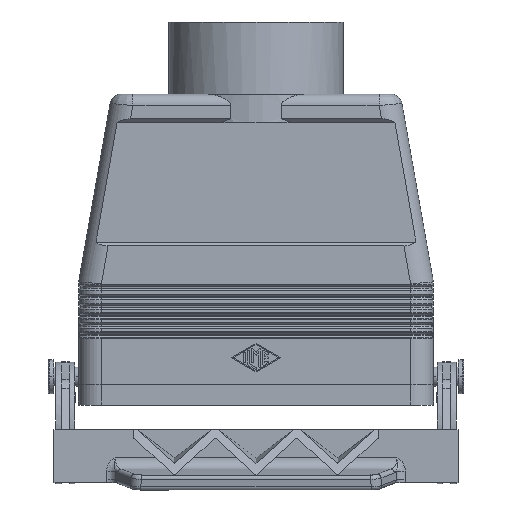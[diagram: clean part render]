
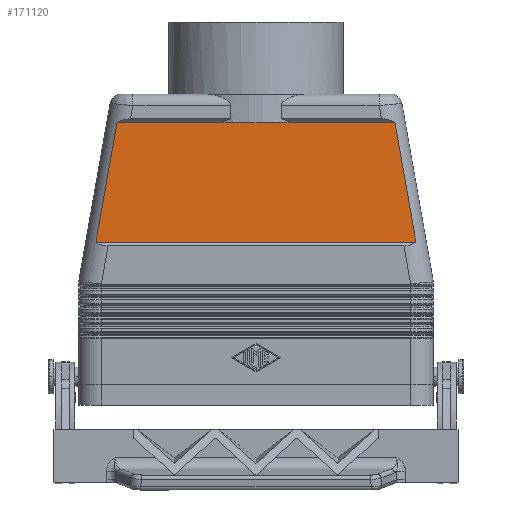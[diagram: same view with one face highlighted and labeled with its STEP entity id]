
A CAD part, front view. The second image highlights one B-rep face of the part: STEP entity #171120.
In plain terms, the highlighted planar face has unit normal (0, -1, 0).
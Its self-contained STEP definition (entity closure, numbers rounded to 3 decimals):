
#11460=CARTESIAN_POINT('',(-36.619,-20.5,74.5));
#11470=VERTEX_POINT('',#11460);
#11500=CARTESIAN_POINT('',(-44.081,-20.5,32.185));
#11510=DIRECTION('',(0.174,0.,0.985));
#11520=VECTOR('',#11510,1.);
#11530=LINE('',#11500,#11520);
#11540=CARTESIAN_POINT('',(-42.174,-20.5,43.));
#11550=VERTEX_POINT('',#11540);
#11560=EDGE_CURVE('',#11550,#11470,#11530,.T.);
#46230=CARTESIAN_POINT('',(-9.274,-20.5,74.5));
#46240=VERTEX_POINT('',#46230);
#46580=CARTESIAN_POINT('',(9.274,-20.5,74.5));
#46590=VERTEX_POINT('',#46580);
#48110=CARTESIAN_POINT('',(42.174,-20.5,43.));
#48120=VERTEX_POINT('',#48110);
#48150=CARTESIAN_POINT('',(35.724,-20.5,79.576));
#48160=DIRECTION('',(0.174,0.,-0.985));
#48170=VECTOR('',#48160,1.);
#48180=LINE('',#48150,#48170);
#48190=CARTESIAN_POINT('',(36.619,-20.5,74.5));
#48200=VERTEX_POINT('',#48190);
#48210=EDGE_CURVE('',#48200,#48120,#48180,.T.);
#166660=CARTESIAN_POINT('',(0.,-20.5,74.5));
#166670=DIRECTION('',(-1.,0.,0.));
#166680=VECTOR('',#166670,1.);
#166690=LINE('',#166660,#166680);
#166700=EDGE_CURVE('',#46590,#46240,#166690,.T.);
#170060=CARTESIAN_POINT('',(0.,-20.5,74.5));
#170070=DIRECTION('',(-1.,0.,0.));
#170080=VECTOR('',#170070,1.);
#170090=LINE('',#170060,#170080);
#170100=EDGE_CURVE('',#46240,#11470,#170090,.T.);
#170250=CARTESIAN_POINT('',(0.,-20.5,74.5));
#170260=DIRECTION('',(-1.,0.,0.));
#170270=VECTOR('',#170260,1.);
#170280=LINE('',#170250,#170270);
#170290=EDGE_CURVE('',#48200,#46590,#170280,.T.);
#170940=CARTESIAN_POINT('',(-50.609,-20.5,77.65));
#170950=DIRECTION('',(-0.,-1.,-0.));
#170960=DIRECTION('',(-1.,0.,0.));
#170970=AXIS2_PLACEMENT_3D('',#170940,#170950,#170960);
#170980=PLANE('',#170970);
#170990=ORIENTED_EDGE('',*,*,#170100,.T.);
#171000=ORIENTED_EDGE('',*,*,#166700,.T.);
#171010=ORIENTED_EDGE('',*,*,#170290,.T.);
#171020=ORIENTED_EDGE('',*,*,#48210,.F.);
#171030=CARTESIAN_POINT('',(0.,-20.5,43.));
#171040=DIRECTION('',(-1.,0.,0.));
#171050=VECTOR('',#171040,1.);
#171060=LINE('',#171030,#171050);
#171070=EDGE_CURVE('',#48120,#11550,#171060,.T.);
#171080=ORIENTED_EDGE('',*,*,#171070,.F.);
#171090=ORIENTED_EDGE('',*,*,#11560,.F.);
#171100=EDGE_LOOP('',(#171090,#171080,#171020,#171010,#171000,#170990));
#171110=FACE_OUTER_BOUND('',#171100,.T.);
#171120=ADVANCED_FACE('',(#171110),#170980,.T.);
